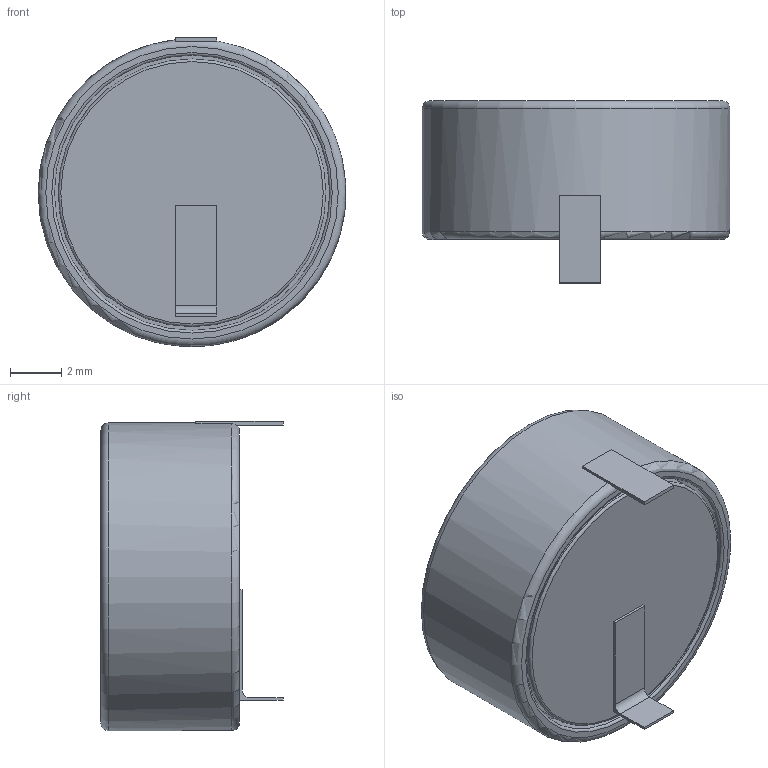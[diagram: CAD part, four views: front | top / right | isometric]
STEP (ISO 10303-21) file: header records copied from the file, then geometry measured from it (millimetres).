
FILE_DESCRIPTION(/* description */ (''),/* implementation_level */ '2;1');
FILE_NAME(/* name */ 'coin_cell_CP1254_w_tabs.stp',/* time_stamp */ '2022-06-06T14:57:12+02:00',/* author */ ('Christian'),/* organization */ (''),/* preprocessor_version */ 'ST-DEVELOPER v18.1',/* originating_system */ 'Autodesk Inventor 2022',/* authorisation */ '');
FILE_SCHEMA (('CONFIG_CONTROL_DESIGN'));
Length unit declared in the file: millimetre
Products named in the file (1): peanut mount
Bounding box: 12 x 7.1 x 12.06 mm (x, y, z)
Volume: 606.3 mm3; surface area: 490.5 mm2
Topology: 1 solids, 1 shells, 25 faces, 60 edges, 40 vertices
Faces by surface type: plane 17, cylinder 4, torus 4
Full cylindrical faces by diameter (mm): 10.433 x1, 10.733 x1, 12 x1
Entity records: 786 total; most frequent: CARTESIAN_POINT 144, DIRECTION 129, ORIENTED_EDGE 120, EDGE_CURVE 60, AXIS2_PLACEMENT_3D 47, VERTEX_POINT 40, LINE 35, VECTOR 35
